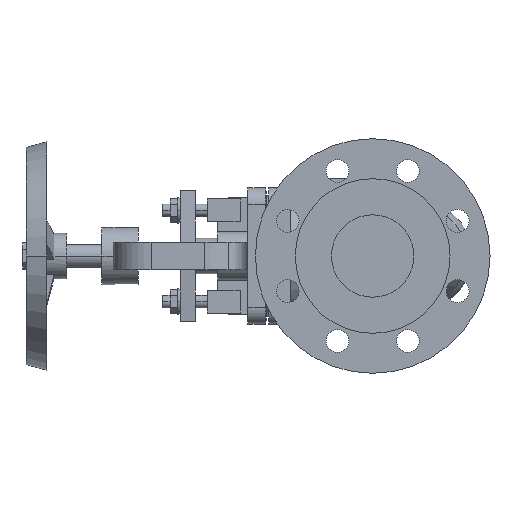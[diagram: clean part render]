
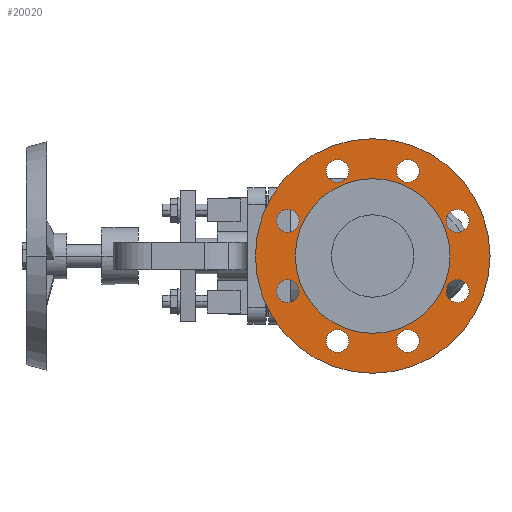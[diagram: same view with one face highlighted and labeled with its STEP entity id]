
A CAD part, left-side view. The second image highlights one B-rep face of the part: STEP entity #20020.
In plain terms, the highlighted planar face has unit normal (-1, 0, 0).
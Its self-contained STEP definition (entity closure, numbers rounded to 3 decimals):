
#9970=CARTESIAN_POINT('',(3.,0.,92.5));
#9980=VERTEX_POINT('',#9970);
#10140=CARTESIAN_POINT('',(3.,0.,-92.5));
#10150=VERTEX_POINT('',#10140);
#10180=CARTESIAN_POINT('',(3.,0.,0.));
#10190=DIRECTION('',(1.,0.,0.));
#10200=DIRECTION('',(0.,0.,-1.));
#10210=AXIS2_PLACEMENT_3D('',#10180,#10190,#10200);
#10220=CIRCLE('',#10210,92.5);
#10230=EDGE_CURVE('',#9980,#10150,#10220,.T.);
#10390=CARTESIAN_POINT('',(3.,27.745,-75.981));
#10400=VERTEX_POINT('',#10390);
#10430=CARTESIAN_POINT('',(3.,27.745,-66.981));
#10440=DIRECTION('',(-1.,0.,0.));
#10450=DIRECTION('',(0.,0.,-1.));
#10460=AXIS2_PLACEMENT_3D('',#10430,#10440,#10450);
#10470=CIRCLE('',#10460,9.);
#10480=CARTESIAN_POINT('',(3.,27.745,-57.981));
#10490=VERTEX_POINT('',#10480);
#10500=EDGE_CURVE('',#10490,#10400,#10470,.T.);
#10810=CARTESIAN_POINT('',(3.,-27.745,-57.981));
#10820=VERTEX_POINT('',#10810);
#10850=CARTESIAN_POINT('',(3.,-27.745,-66.981));
#10860=DIRECTION('',(-1.,0.,0.));
#10870=DIRECTION('',(0.,0.,-1.));
#10880=AXIS2_PLACEMENT_3D('',#10850,#10860,#10870);
#10890=CIRCLE('',#10880,9.);
#10900=CARTESIAN_POINT('',(3.,-27.745,-75.981));
#10910=VERTEX_POINT('',#10900);
#10920=EDGE_CURVE('',#10910,#10820,#10890,.T.);
#11230=CARTESIAN_POINT('',(3.,66.981,-18.745));
#11240=VERTEX_POINT('',#11230);
#11270=CARTESIAN_POINT('',(3.,66.981,-27.745));
#11280=DIRECTION('',(-1.,0.,0.));
#11290=DIRECTION('',(0.,0.,-1.));
#11300=AXIS2_PLACEMENT_3D('',#11270,#11280,#11290);
#11310=CIRCLE('',#11300,9.);
#11320=CARTESIAN_POINT('',(3.,66.981,-36.745));
#11330=VERTEX_POINT('',#11320);
#11340=EDGE_CURVE('',#11330,#11240,#11310,.T.);
#11650=CARTESIAN_POINT('',(3.,-66.981,-36.745));
#11660=VERTEX_POINT('',#11650);
#11690=CARTESIAN_POINT('',(3.,-66.981,-27.745));
#11700=DIRECTION('',(-1.,0.,0.));
#11710=DIRECTION('',(0.,0.,-1.));
#11720=AXIS2_PLACEMENT_3D('',#11690,#11700,#11710);
#11730=CIRCLE('',#11720,9.);
#11740=CARTESIAN_POINT('',(3.,-66.981,-18.745));
#11750=VERTEX_POINT('',#11740);
#11760=EDGE_CURVE('',#11750,#11660,#11730,.T.);
#12070=CARTESIAN_POINT('',(3.,66.981,36.745));
#12080=VERTEX_POINT('',#12070);
#12240=CARTESIAN_POINT('',(3.,66.981,18.745));
#12250=VERTEX_POINT('',#12240);
#12280=CARTESIAN_POINT('',(3.,66.981,27.745));
#12290=DIRECTION('',(-1.,0.,0.));
#12300=DIRECTION('',(0.,0.,-1.));
#12310=AXIS2_PLACEMENT_3D('',#12280,#12290,#12300);
#12320=CIRCLE('',#12310,9.);
#12330=EDGE_CURVE('',#12080,#12250,#12320,.T.);
#12490=CARTESIAN_POINT('',(3.,-66.981,36.745));
#12500=VERTEX_POINT('',#12490);
#12530=CARTESIAN_POINT('',(3.,-66.981,27.745));
#12540=DIRECTION('',(-1.,0.,0.));
#12550=DIRECTION('',(0.,0.,-1.));
#12560=AXIS2_PLACEMENT_3D('',#12530,#12540,#12550);
#12570=CIRCLE('',#12560,9.);
#12580=CARTESIAN_POINT('',(3.,-66.981,18.745));
#12590=VERTEX_POINT('',#12580);
#12600=EDGE_CURVE('',#12590,#12500,#12570,.T.);
#12910=CARTESIAN_POINT('',(3.,27.745,75.981));
#12920=VERTEX_POINT('',#12910);
#12950=CARTESIAN_POINT('',(3.,27.745,66.981));
#12960=DIRECTION('',(-1.,0.,0.));
#12970=DIRECTION('',(0.,0.,-1.));
#12980=AXIS2_PLACEMENT_3D('',#12950,#12960,#12970);
#12990=CIRCLE('',#12980,9.);
#13000=CARTESIAN_POINT('',(3.,27.745,57.981));
#13010=VERTEX_POINT('',#13000);
#13020=EDGE_CURVE('',#13010,#12920,#12990,.T.);
#13330=CARTESIAN_POINT('',(3.,-27.745,75.981));
#13340=VERTEX_POINT('',#13330);
#13500=CARTESIAN_POINT('',(3.,-27.745,57.981));
#13510=VERTEX_POINT('',#13500);
#13540=CARTESIAN_POINT('',(3.,-27.745,66.981));
#13550=DIRECTION('',(-1.,0.,0.));
#13560=DIRECTION('',(0.,0.,-1.));
#13570=AXIS2_PLACEMENT_3D('',#13540,#13550,#13560);
#13580=CIRCLE('',#13570,9.);
#13590=EDGE_CURVE('',#13340,#13510,#13580,.T.);
#13750=CARTESIAN_POINT('',(3.,61.,0.));
#13760=VERTEX_POINT('',#13750);
#13790=CARTESIAN_POINT('',(3.,0.,0.));
#13800=DIRECTION('',(-1.,0.,0.));
#13810=DIRECTION('',(0.,1.,0.));
#13820=AXIS2_PLACEMENT_3D('',#13790,#13800,#13810);
#13830=CIRCLE('',#13820,61.);
#13840=CARTESIAN_POINT('',(3.,-61.,0.));
#13850=VERTEX_POINT('',#13840);
#13860=EDGE_CURVE('',#13850,#13760,#13830,.T.);
#19470=CARTESIAN_POINT('',(3.,76.75,0.));
#19480=DIRECTION('',(1.,0.,0.));
#19490=DIRECTION('',(0.,-1.,0.));
#19500=AXIS2_PLACEMENT_3D('',#19470,#19480,#19490);
#19510=PLANE('',#19500);
#19520=ORIENTED_EDGE('',*,*,#10500,.F.);
#19530=EDGE_CURVE('',#10400,#10490,#10470,.T.);
#19540=ORIENTED_EDGE('',*,*,#19530,.F.);
#19550=EDGE_LOOP('',(#19540,#19520));
#19560=FACE_BOUND('',#19550,.T.);
#19570=EDGE_CURVE('',#10820,#10910,#10890,.T.);
#19580=ORIENTED_EDGE('',*,*,#19570,.F.);
#19590=ORIENTED_EDGE('',*,*,#10920,.F.);
#19600=EDGE_LOOP('',(#19590,#19580));
#19610=FACE_BOUND('',#19600,.T.);
#19620=EDGE_CURVE('',#11240,#11330,#11310,.T.);
#19630=ORIENTED_EDGE('',*,*,#19620,.F.);
#19640=ORIENTED_EDGE('',*,*,#11340,.F.);
#19650=EDGE_LOOP('',(#19640,#19630));
#19660=FACE_BOUND('',#19650,.T.);
#19670=ORIENTED_EDGE('',*,*,#11760,.F.);
#19680=EDGE_CURVE('',#11660,#11750,#11730,.T.);
#19690=ORIENTED_EDGE('',*,*,#19680,.F.);
#19700=EDGE_LOOP('',(#19690,#19670));
#19710=FACE_BOUND('',#19700,.T.);
#19720=EDGE_CURVE('',#12250,#12080,#12320,.T.);
#19730=ORIENTED_EDGE('',*,*,#19720,.F.);
#19740=ORIENTED_EDGE('',*,*,#12330,.F.);
#19750=EDGE_LOOP('',(#19740,#19730));
#19760=FACE_BOUND('',#19750,.T.);
#19770=ORIENTED_EDGE('',*,*,#12600,.F.);
#19780=EDGE_CURVE('',#12500,#12590,#12570,.T.);
#19790=ORIENTED_EDGE('',*,*,#19780,.F.);
#19800=EDGE_LOOP('',(#19790,#19770));
#19810=FACE_BOUND('',#19800,.T.);
#19820=ORIENTED_EDGE('',*,*,#13020,.F.);
#19830=EDGE_CURVE('',#12920,#13010,#12990,.T.);
#19840=ORIENTED_EDGE('',*,*,#19830,.F.);
#19850=EDGE_LOOP('',(#19840,#19820));
#19860=FACE_BOUND('',#19850,.T.);
#19870=EDGE_CURVE('',#13510,#13340,#13580,.T.);
#19880=ORIENTED_EDGE('',*,*,#19870,.F.);
#19890=ORIENTED_EDGE('',*,*,#13590,.F.);
#19900=EDGE_LOOP('',(#19890,#19880));
#19910=FACE_BOUND('',#19900,.T.);
#19920=EDGE_CURVE('',#10150,#9980,#10220,.T.);
#19930=ORIENTED_EDGE('',*,*,#19920,.F.);
#19940=ORIENTED_EDGE('',*,*,#10230,.F.);
#19950=EDGE_LOOP('',(#19940,#19930));
#19960=FACE_OUTER_BOUND('',#19950,.T.);
#19970=EDGE_CURVE('',#13760,#13850,#13830,.T.);
#19980=ORIENTED_EDGE('',*,*,#19970,.F.);
#19990=ORIENTED_EDGE('',*,*,#13860,.F.);
#20000=EDGE_LOOP('',(#19990,#19980));
#20010=FACE_BOUND('',#20000,.T.);
#20020=ADVANCED_FACE('',(#19560,#19610,#19660,#19710,#19760,#19810,
#19860,#19910,#19960,#20010),#19510,.F.);
